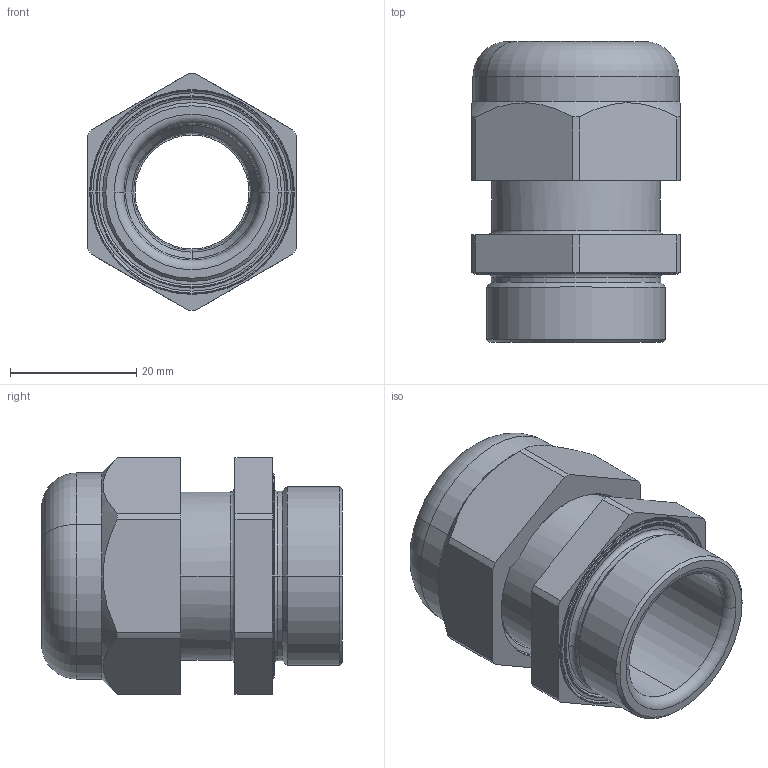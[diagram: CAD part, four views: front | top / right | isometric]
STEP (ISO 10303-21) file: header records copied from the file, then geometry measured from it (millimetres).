
FILE_DESCRIPTION (( 'STEP AP214' ), '1' );
FILE_NAME ('2022664.stp', '2017-09-28T07:33:50', ( '' ), ( '' ), 'SwSTEP 2.0', 'SolidWorks 2016', '' );
FILE_SCHEMA (( 'AUTOMOTIVE_DESIGN' ));
Length unit declared in the file: millimetre
Products named in the file (4): EV131-21-02_Pg21 Standard Gewinde; EV501_PG21; EV111-21-01_Gewindedarstellung; 2022664
Assembly tree (3 placements, depth 2):
  2022664
    EV111-21-01_Gewindedarstellung
    EV501_PG21
    EV131-21-02_Pg21 Standard Gewinde
Bounding box: 33 x 47.6 x 37.5 mm (x, y, z)
Volume: 19310.3 mm3; surface area: 15653.8 mm2
Topology: 3 solids, 3 shells, 311 faces, 875 edges, 575 vertices
Faces by surface type: cylinder 141, plane 88, cone 36, torus 35, bspline 11
Entity records: 25939 total; most frequent: CARTESIAN_POINT 18037, ORIENTED_EDGE 1750, DIRECTION 1524, EDGE_CURVE 875, AXIS2_PLACEMENT_3D 594, VERTEX_POINT 575, LINE 336, VECTOR 336
